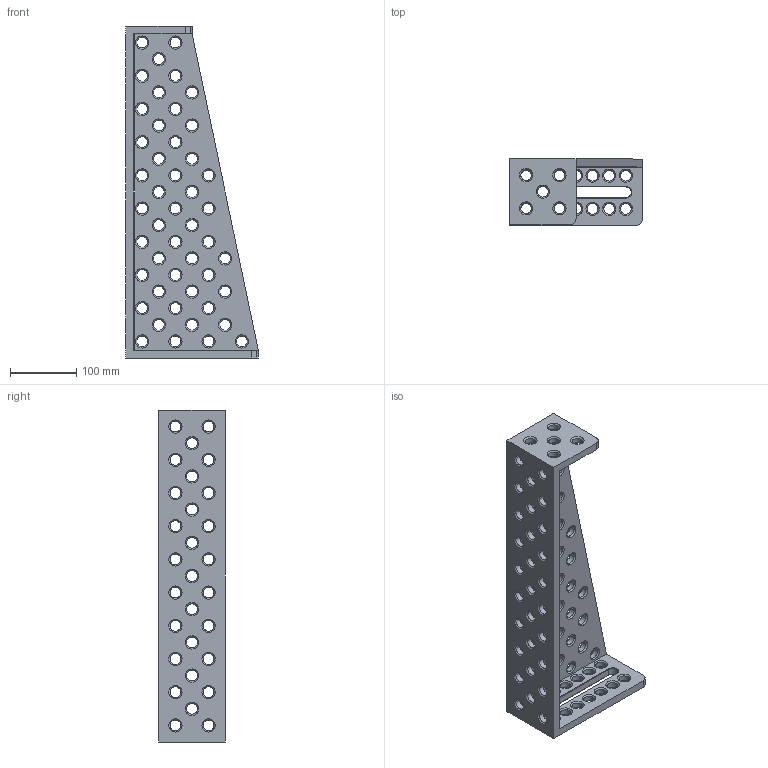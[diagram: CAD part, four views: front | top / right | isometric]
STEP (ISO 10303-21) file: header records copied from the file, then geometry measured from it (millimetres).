
FILE_DESCRIPTION(('STEP AP214'),'1');
FILE_NAME('160142.STP','2011-09-05T07:15:32',(' '),(' '),'Spatial InterOp 3D',' ',' ');
FILE_SCHEMA(('automotive_design'));
Length unit declared in the file: millimetre
Products named in the file (1): Quader
Bounding box: 200 x 100 x 500 mm (x, y, z)
Volume: 1422844.6 mm3; surface area: 321063.5 mm2
Topology: 1 solids, 1 shells, 605 faces, 1418 edges, 814 vertices
Faces by surface type: cone 388, cylinder 198, plane 19
Entity records: 22436 total; most frequent: DIRECTION 3414, CARTESIAN_POINT 2838, ORIENTED_EDGE 2836, EDGE_CURVE 1418, AXIS2_PLACEMENT_3D 1390, VERTEX_POINT 814, EDGE_LOOP 798, CIRCLE 784
